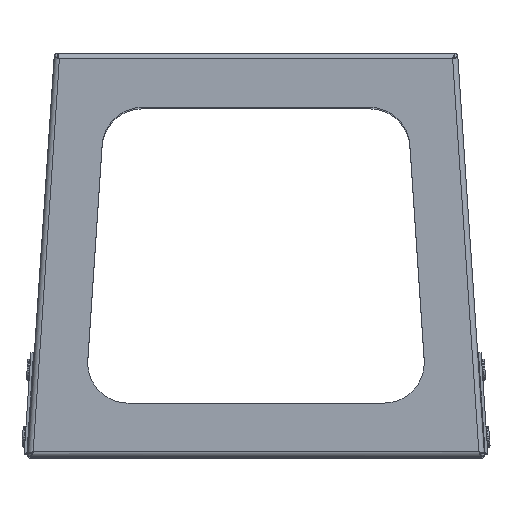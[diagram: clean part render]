
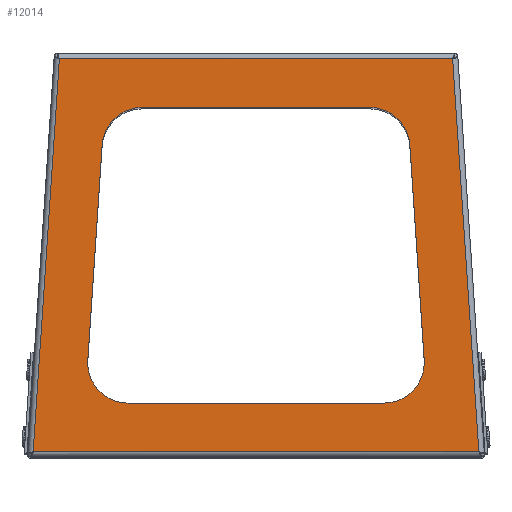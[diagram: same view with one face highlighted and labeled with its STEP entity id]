
A CAD part, top view. The second image highlights one B-rep face of the part: STEP entity #12014.
In plain terms, the highlighted planar face has unit normal (0, 0, 1).
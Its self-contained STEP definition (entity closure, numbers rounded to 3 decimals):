
#38 = AXIS2_PLACEMENT_3D ( 'NONE', #8385, #8581, #10793 ) ;
#113 = EDGE_CURVE ( 'NONE', #11909, #13386, #10379, .T. ) ;
#300 = LINE ( 'NONE', #8884, #5190 ) ;
#317 = CARTESIAN_POINT ( 'NONE',  ( 148.06, 146., 0. ) ) ;
#655 = DIRECTION ( 'NONE',  ( -0.067, -0.998, 0. ) ) ;
#861 = DIRECTION ( 'NONE',  ( 0., 0., 1. ) ) ;
#941 = AXIS2_PLACEMENT_3D ( 'NONE', #2314, #7715, #10125 ) ;
#969 = DIRECTION ( 'NONE',  ( 1., 0., 0. ) ) ;
#991 = ORIENTED_EDGE ( 'NONE', *, *, #12887, .F. ) ;
#1041 = CARTESIAN_POINT ( 'NONE',  ( -95.178, -110., 0. ) ) ;
#1374 = DIRECTION ( 'NONE',  ( 1., 0., 0. ) ) ;
#1376 = VERTEX_POINT ( 'NONE', #7353 ) ;
#1463 = ORIENTED_EDGE ( 'NONE', *, *, #3026, .T. ) ;
#1535 = VECTOR ( 'NONE', #655, 1000. ) ;
#1570 = EDGE_CURVE ( 'NONE', #2214, #6163, #2852, .T. ) ;
#1876 = CARTESIAN_POINT ( 'NONE',  ( 84.511, 80., 0. ) ) ;
#1973 = VERTEX_POINT ( 'NONE', #9348 ) ;
#2057 = EDGE_LOOP ( 'NONE', ( #991, #8931, #11279, #5362, #13132, #8306, #13767, #3689, #10574 ) ) ;
#2214 = VERTEX_POINT ( 'NONE', #2388 ) ;
#2295 = AXIS2_PLACEMENT_3D ( 'NONE', #6907, #10105, #1374 ) ;
#2314 = CARTESIAN_POINT ( 'NONE',  ( 95.178, -80., 0. ) ) ;
#2388 = CARTESIAN_POINT ( 'NONE',  ( -114.445, 81.996, 0. ) ) ;
#2539 = CIRCLE ( 'NONE', #6603, 30. ) ;
#2729 = DIRECTION ( 'NONE',  ( 1., 0., 0. ) ) ;
#2852 = LINE ( 'NONE', #6063, #1535 ) ;
#2868 = EDGE_CURVE ( 'NONE', #1973, #4810, #6102, .T. ) ;
#2905 = VECTOR ( 'NONE', #13727, 1000. ) ;
#3012 = CARTESIAN_POINT ( 'NONE',  ( 0., 0., 0. ) ) ;
#3026 = EDGE_CURVE ( 'NONE', #4030, #8376, #3945, .T. ) ;
#3134 = VECTOR ( 'NONE', #969, 1000. ) ;
#3282 = ORIENTED_EDGE ( 'NONE', *, *, #4405, .T. ) ;
#3329 = CARTESIAN_POINT ( 'NONE',  ( 125.112, -78.004, 0. ) ) ;
#3506 = DIRECTION ( 'NONE',  ( -0.067, 0.998, 0. ) ) ;
#3586 = CARTESIAN_POINT ( 'NONE',  ( -165.724, -146., 0. ) ) ;
#3688 = EDGE_CURVE ( 'NONE', #4810, #9114, #7426, .T. ) ;
#3689 = ORIENTED_EDGE ( 'NONE', *, *, #3688, .F. ) ;
#3789 = DIRECTION ( 'NONE',  ( -1., 0., 0. ) ) ;
#3825 = VERTEX_POINT ( 'NONE', #12627 ) ;
#3860 = LINE ( 'NONE', #13509, #10689 ) ;
#3945 = LINE ( 'NONE', #10602, #2905 ) ;
#3969 = CARTESIAN_POINT ( 'NONE',  ( -95.178, -110., 0. ) ) ;
#4030 = VERTEX_POINT ( 'NONE', #3586 ) ;
#4405 = EDGE_CURVE ( 'NONE', #8376, #1376, #300, .T. ) ;
#4641 = DIRECTION ( 'NONE',  ( -1., 0., 0. ) ) ;
#4810 = VERTEX_POINT ( 'NONE', #3329 ) ;
#5078 = DIRECTION ( 'NONE',  ( 0., 0., 1. ) ) ;
#5190 = VECTOR ( 'NONE', #3506, 1000. ) ;
#5362 = ORIENTED_EDGE ( 'NONE', *, *, #1570, .F. ) ;
#5395 = CARTESIAN_POINT ( 'NONE',  ( 95.178, -110., 0. ) ) ;
#5477 = CIRCLE ( 'NONE', #38, 30. ) ;
#5552 = EDGE_LOOP ( 'NONE', ( #13158, #1463, #3282, #13903 ) ) ;
#5873 = AXIS2_PLACEMENT_3D ( 'NONE', #11117, #861, #10317 ) ;
#6063 = CARTESIAN_POINT ( 'NONE',  ( -114.445, 81.996, 0. ) ) ;
#6074 = FACE_BOUND ( 'NONE', #2057, .T. ) ;
#6102 = CIRCLE ( 'NONE', #5873, 30. ) ;
#6163 = VERTEX_POINT ( 'NONE', #10012 ) ;
#6301 = LINE ( 'NONE', #1041, #3134 ) ;
#6495 = EDGE_CURVE ( 'NONE', #7385, #11597, #6301, .T. ) ;
#6603 = AXIS2_PLACEMENT_3D ( 'NONE', #1876, #10324, #9391 ) ;
#6907 = CARTESIAN_POINT ( 'NONE',  ( -84.511, 80., 0. ) ) ;
#7063 = PLANE ( 'NONE',  #10922 ) ;
#7353 = CARTESIAN_POINT ( 'NONE',  ( 146.258, 146., 0. ) ) ;
#7385 = VERTEX_POINT ( 'NONE', #3969 ) ;
#7426 = LINE ( 'NONE', #11726, #7446 ) ;
#7446 = VECTOR ( 'NONE', #11795, 1000. ) ;
#7715 = DIRECTION ( 'NONE',  ( 0., 0., 1. ) ) ;
#8306 = ORIENTED_EDGE ( 'NONE', *, *, #113, .F. ) ;
#8376 = VERTEX_POINT ( 'NONE', #11972 ) ;
#8385 = CARTESIAN_POINT ( 'NONE',  ( -95.178, -80., 0. ) ) ;
#8581 = DIRECTION ( 'NONE',  ( 0., 0., 1. ) ) ;
#8884 = CARTESIAN_POINT ( 'NONE',  ( 165.862, -148.06, 0. ) ) ;
#8931 = ORIENTED_EDGE ( 'NONE', *, *, #6495, .F. ) ;
#9114 = VERTEX_POINT ( 'NONE', #10146 ) ;
#9243 = FACE_OUTER_BOUND ( 'NONE', #5552, .T. ) ;
#9304 = VECTOR ( 'NONE', #4641, 1000. ) ;
#9326 = CARTESIAN_POINT ( 'NONE',  ( 84.511, 110., 0. ) ) ;
#9348 = CARTESIAN_POINT ( 'NONE',  ( 125.178, -80., 0. ) ) ;
#9391 = DIRECTION ( 'NONE',  ( -1., 0., 0. ) ) ;
#9986 = EDGE_CURVE ( 'NONE', #1376, #3825, #11118, .T. ) ;
#10012 = CARTESIAN_POINT ( 'NONE',  ( -125.112, -78.004, 0. ) ) ;
#10105 = DIRECTION ( 'NONE',  ( 0., 0., 1. ) ) ;
#10125 = DIRECTION ( 'NONE',  ( -1., 0., 0. ) ) ;
#10146 = CARTESIAN_POINT ( 'NONE',  ( 114.445, 81.996, 0. ) ) ;
#10317 = DIRECTION ( 'NONE',  ( -1., 0., 0. ) ) ;
#10324 = DIRECTION ( 'NONE',  ( 0., 0., 1. ) ) ;
#10379 = LINE ( 'NONE', #13447, #13069 ) ;
#10574 = ORIENTED_EDGE ( 'NONE', *, *, #2868, .F. ) ;
#10602 = CARTESIAN_POINT ( 'NONE',  ( -167.789, -146., 0. ) ) ;
#10689 = VECTOR ( 'NONE', #11391, 1000. ) ;
#10793 = DIRECTION ( 'NONE',  ( -1., 0., 0. ) ) ;
#10922 = AXIS2_PLACEMENT_3D ( 'NONE', #3012, #5078, #2729 ) ;
#11117 = CARTESIAN_POINT ( 'NONE',  ( 95.178, -80., 0. ) ) ;
#11118 = LINE ( 'NONE', #317, #9304 ) ;
#11279 = ORIENTED_EDGE ( 'NONE', *, *, #11513, .F. ) ;
#11391 = DIRECTION ( 'NONE',  ( -0.067, -0.998, 0. ) ) ;
#11513 = EDGE_CURVE ( 'NONE', #6163, #7385, #5477, .T. ) ;
#11597 = VERTEX_POINT ( 'NONE', #5395 ) ;
#11726 = CARTESIAN_POINT ( 'NONE',  ( 125.112, -78.004, 0. ) ) ;
#11795 = DIRECTION ( 'NONE',  ( -0.067, 0.998, 0. ) ) ;
#11908 = EDGE_CURVE ( 'NONE', #9114, #11909, #2539, .T. ) ;
#11909 = VERTEX_POINT ( 'NONE', #9326 ) ;
#11972 = CARTESIAN_POINT ( 'NONE',  ( 165.724, -146., 0. ) ) ;
#12014 = ADVANCED_FACE ( 'NONE', ( #6074, #9243 ), #7063, .T. ) ;
#12090 = EDGE_CURVE ( 'NONE', #13386, #2214, #13645, .T. ) ;
#12095 = CIRCLE ( 'NONE', #941, 30. ) ;
#12269 = EDGE_CURVE ( 'NONE', #3825, #4030, #3860, .T. ) ;
#12627 = CARTESIAN_POINT ( 'NONE',  ( -146.258, 146., 0. ) ) ;
#12887 = EDGE_CURVE ( 'NONE', #11597, #1973, #12095, .T. ) ;
#13069 = VECTOR ( 'NONE', #3789, 1000. ) ;
#13132 = ORIENTED_EDGE ( 'NONE', *, *, #12090, .F. ) ;
#13158 = ORIENTED_EDGE ( 'NONE', *, *, #12269, .T. ) ;
#13386 = VERTEX_POINT ( 'NONE', #13805 ) ;
#13447 = CARTESIAN_POINT ( 'NONE',  ( -84.511, 110., 0. ) ) ;
#13509 = CARTESIAN_POINT ( 'NONE',  ( -146.138, 147.799, 0. ) ) ;
#13645 = CIRCLE ( 'NONE', #2295, 30. ) ;
#13727 = DIRECTION ( 'NONE',  ( 1., 0., 0. ) ) ;
#13767 = ORIENTED_EDGE ( 'NONE', *, *, #11908, .F. ) ;
#13805 = CARTESIAN_POINT ( 'NONE',  ( -84.511, 110., 0. ) ) ;
#13903 = ORIENTED_EDGE ( 'NONE', *, *, #9986, .T. ) ;
